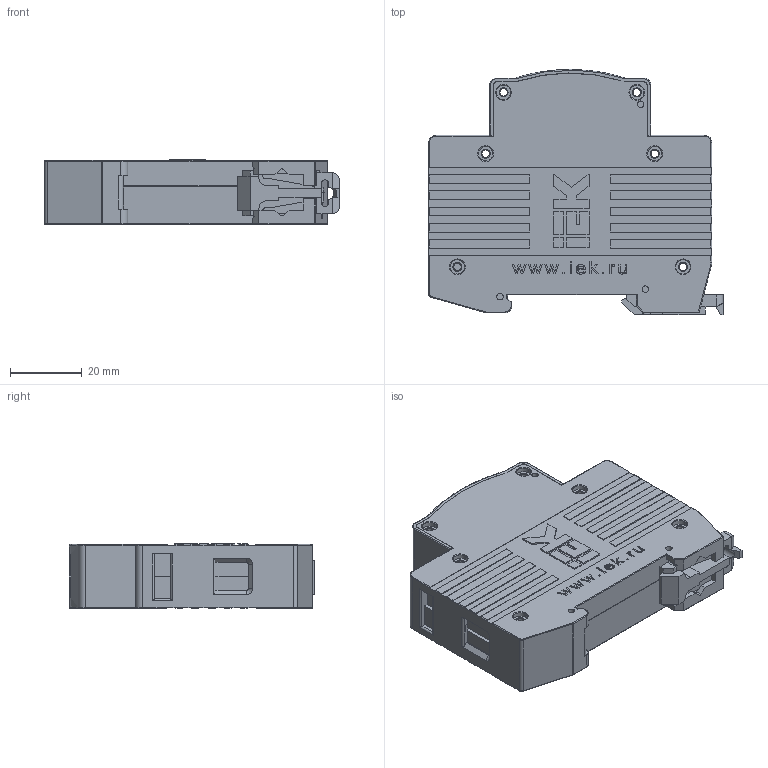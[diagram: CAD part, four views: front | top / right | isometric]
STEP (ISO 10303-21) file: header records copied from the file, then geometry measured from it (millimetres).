
FILE_DESCRIPTION (( 'STEP AP214' ), '1' );
FILE_NAME ('ﾎﾏﾑ1.STEP', '2017-01-18T15:04:12', ( 'user' ), ( '' ), 'SwSTEP 2.0', 'SolidWorks 2014', '' );
FILE_SCHEMA (( 'AUTOMOTIVE_DESIGN' ));
Length unit declared in the file: millimetre
Products named in the file (1): ﾎﾏﾑ1
Bounding box: 82.24 x 68.42 x 18 mm (x, y, z)
Volume: 71401 mm3; surface area: 27899.6 mm2
Topology: 3 solids, 9 shells, 1546 faces, 4234 edges, 2745 vertices
Faces by surface type: plane 909, cylinder 290, bspline 244, cone 101, sphere 1, torus 1
Entity records: 50954 total; most frequent: CARTESIAN_POINT 13148, ORIENTED_EDGE 8466, DIRECTION 6890, EDGE_CURVE 4233, VECTOR 2950, LINE 2950, VERTEX_POINT 2745, AXIS2_PLACEMENT_3D 1970
